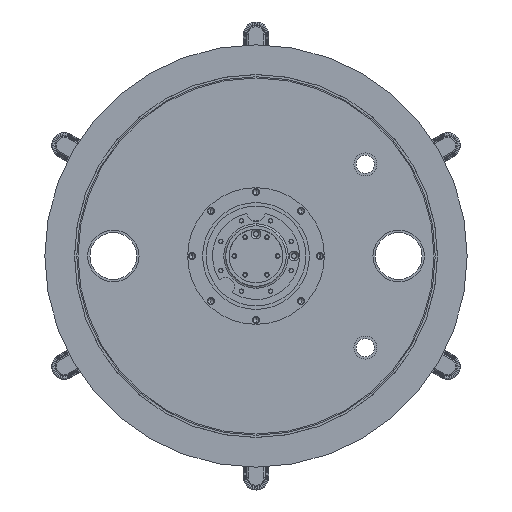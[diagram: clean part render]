
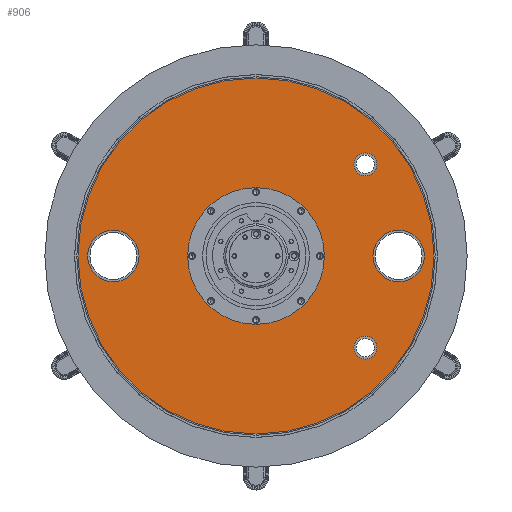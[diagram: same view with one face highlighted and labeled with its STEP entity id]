
A CAD part, left-side view. The second image highlights one B-rep face of the part: STEP entity #906.
In plain terms, the highlighted planar face has unit normal (-1, 0, 0).
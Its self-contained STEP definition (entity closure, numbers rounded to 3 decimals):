
#226=CARTESIAN_POINT('',(0.,0.,0.));
#227=DIRECTION('',(-1.,0.,0.));
#228=DIRECTION('',(0.,1.,0.));
#229=AXIS2_PLACEMENT_3D('',#226,#227,#228);
#234=CARTESIAN_POINT('',(0.,0.,0.));
#235=DIRECTION('',(-1.,0.,0.));
#236=DIRECTION('',(0.,-1.,0.));
#237=AXIS2_PLACEMENT_3D('',#234,#235,#236);
#258=CARTESIAN_POINT('',(0.,0.,0.));
#259=DIRECTION('',(1.,0.,0.));
#260=DIRECTION('',(0.,0.,-1.));
#261=AXIS2_PLACEMENT_3D('',#258,#259,#260);
#266=CARTESIAN_POINT('',(0.,0.,0.));
#267=DIRECTION('',(1.,0.,0.));
#268=DIRECTION('',(0.,0.,1.));
#269=AXIS2_PLACEMENT_3D('',#266,#267,#268);
#274=CARTESIAN_POINT('',(0.,125.,0.));
#275=DIRECTION('',(-1.,0.,0.));
#276=DIRECTION('',(0.,-1.,0.));
#277=AXIS2_PLACEMENT_3D('',#274,#275,#276);
#282=CARTESIAN_POINT('',(0.,125.,0.));
#283=DIRECTION('',(-1.,0.,0.));
#284=DIRECTION('',(0.,1.,0.));
#285=AXIS2_PLACEMENT_3D('',#282,#283,#284);
#290=CARTESIAN_POINT('',(0.,-125.,0.));
#291=DIRECTION('',(-1.,0.,0.));
#292=DIRECTION('',(0.,-1.,0.));
#293=AXIS2_PLACEMENT_3D('',#290,#291,#292);
#298=CARTESIAN_POINT('',(0.,-125.,0.));
#299=DIRECTION('',(-1.,0.,0.));
#300=DIRECTION('',(0.,1.,0.));
#301=AXIS2_PLACEMENT_3D('',#298,#299,#300);
#306=CARTESIAN_POINT('',(0.,-95.756,80.348));
#307=DIRECTION('',(-1.,0.,0.));
#308=DIRECTION('',(0.,-1.,0.));
#309=AXIS2_PLACEMENT_3D('',#306,#307,#308);
#314=CARTESIAN_POINT('',(0.,-95.756,80.348));
#315=DIRECTION('',(-1.,0.,0.));
#316=DIRECTION('',(0.,1.,0.));
#317=AXIS2_PLACEMENT_3D('',#314,#315,#316);
#322=CARTESIAN_POINT('',(0.,-95.756,-80.348));
#323=DIRECTION('',(-1.,0.,0.));
#324=DIRECTION('',(0.,-1.,0.));
#325=AXIS2_PLACEMENT_3D('',#322,#323,#324);
#330=CARTESIAN_POINT('',(0.,-95.756,-80.348));
#331=DIRECTION('',(-1.,0.,0.));
#332=DIRECTION('',(0.,1.,0.));
#333=AXIS2_PLACEMENT_3D('',#330,#331,#332);
#614=CARTESIAN_POINT('',(0.,156.,0.));
#615=CARTESIAN_POINT('',(0.,-156.,0.));
#616=VERTEX_POINT('',#614);
#617=VERTEX_POINT('',#615);
#630=CARTESIAN_POINT('',(0.,0.,-59.9));
#631=CARTESIAN_POINT('',(0.,0.,59.9));
#632=VERTEX_POINT('',#630);
#633=VERTEX_POINT('',#631);
#642=CARTESIAN_POINT('',(0.,102.5,0.));
#643=CARTESIAN_POINT('',(0.,147.5,0.));
#644=VERTEX_POINT('',#642);
#645=VERTEX_POINT('',#643);
#650=CARTESIAN_POINT('',(0.,-147.5,0.));
#651=CARTESIAN_POINT('',(0.,-102.5,0.));
#652=VERTEX_POINT('',#650);
#653=VERTEX_POINT('',#651);
#658=CARTESIAN_POINT('',(0.,-105.756,80.348));
#659=CARTESIAN_POINT('',(0.,-85.756,80.348));
#660=VERTEX_POINT('',#658);
#661=VERTEX_POINT('',#659);
#666=CARTESIAN_POINT('',(0.,-105.756,-80.348));
#667=CARTESIAN_POINT('',(0.,-85.756,-80.348));
#668=VERTEX_POINT('',#666);
#669=VERTEX_POINT('',#667);
#865=CARTESIAN_POINT('',(0.,0.,0.));
#866=DIRECTION('',(1.,0.,0.));
#867=DIRECTION('',(0.,-1.,0.));
#868=AXIS2_PLACEMENT_3D('',#865,#866,#867);
#869=PLANE('',#868);
#871=ORIENTED_EDGE('',*,*,#870,.F.);
#873=ORIENTED_EDGE('',*,*,#872,.F.);
#874=EDGE_LOOP('',(#871,#873));
#875=FACE_OUTER_BOUND('',#874,.F.);
#877=ORIENTED_EDGE('',*,*,#876,.F.);
#879=ORIENTED_EDGE('',*,*,#878,.F.);
#880=EDGE_LOOP('',(#877,#879));
#881=FACE_BOUND('',#880,.F.);
#883=ORIENTED_EDGE('',*,*,#882,.T.);
#885=ORIENTED_EDGE('',*,*,#884,.T.);
#886=EDGE_LOOP('',(#883,#885));
#887=FACE_BOUND('',#886,.F.);
#889=ORIENTED_EDGE('',*,*,#888,.T.);
#891=ORIENTED_EDGE('',*,*,#890,.T.);
#892=EDGE_LOOP('',(#889,#891));
#893=FACE_BOUND('',#892,.F.);
#895=ORIENTED_EDGE('',*,*,#894,.T.);
#897=ORIENTED_EDGE('',*,*,#896,.T.);
#898=EDGE_LOOP('',(#895,#897));
#899=FACE_BOUND('',#898,.F.);
#901=ORIENTED_EDGE('',*,*,#900,.T.);
#903=ORIENTED_EDGE('',*,*,#902,.T.);
#904=EDGE_LOOP('',(#901,#903));
#905=FACE_BOUND('',#904,.F.);
#906=ADVANCED_FACE('',(#875,#881,#887,#893,#899,#905),#869,.F.);
#230=CIRCLE('',#229,156.);
#238=CIRCLE('',#237,156.);
#262=CIRCLE('',#261,59.9);
#270=CIRCLE('',#269,59.9);
#278=CIRCLE('',#277,22.5);
#286=CIRCLE('',#285,22.5);
#294=CIRCLE('',#293,22.5);
#302=CIRCLE('',#301,22.5);
#310=CIRCLE('',#309,10.);
#318=CIRCLE('',#317,10.);
#326=CIRCLE('',#325,10.);
#334=CIRCLE('',#333,10.);
#870=EDGE_CURVE('',#616,#617,#230,.T.);
#872=EDGE_CURVE('',#617,#616,#238,.T.);
#876=EDGE_CURVE('',#632,#633,#262,.T.);
#878=EDGE_CURVE('',#633,#632,#270,.T.);
#882=EDGE_CURVE('',#644,#645,#278,.T.);
#884=EDGE_CURVE('',#645,#644,#286,.T.);
#888=EDGE_CURVE('',#652,#653,#294,.T.);
#890=EDGE_CURVE('',#653,#652,#302,.T.);
#894=EDGE_CURVE('',#660,#661,#310,.T.);
#896=EDGE_CURVE('',#661,#660,#318,.T.);
#900=EDGE_CURVE('',#668,#669,#326,.T.);
#902=EDGE_CURVE('',#669,#668,#334,.T.);
